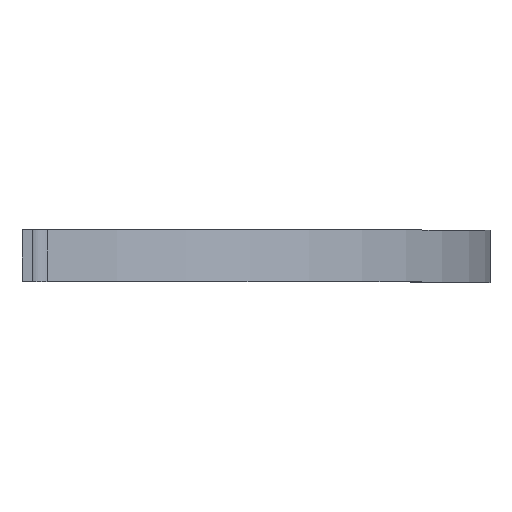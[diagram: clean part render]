
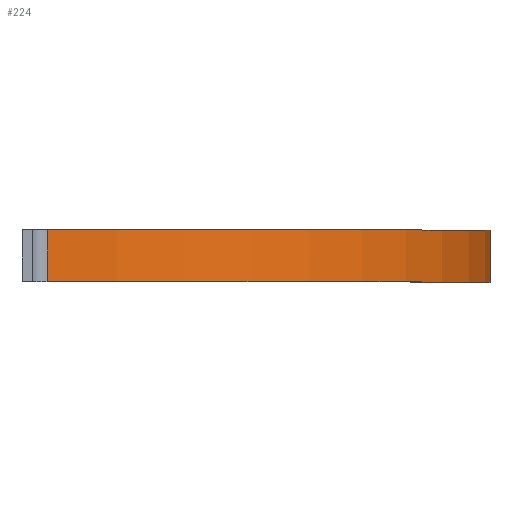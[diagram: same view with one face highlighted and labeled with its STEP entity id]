
A CAD part, top view. The second image highlights one B-rep face of the part: STEP entity #224.
In plain terms, the highlighted cylindrical face has radius 450 mm (diameter 900 mm), a partial arc.
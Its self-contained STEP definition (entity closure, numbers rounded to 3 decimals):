
#1 = DIRECTION ( 'NONE',  ( 0., 0., -1. ) ) ;
#36 = ORIENTED_EDGE ( 'NONE', *, *, #174, .T. ) ;
#48 = VERTEX_POINT ( 'NONE', #179 ) ;
#51 = VERTEX_POINT ( 'NONE', #312 ) ;
#91 = CYLINDRICAL_SURFACE ( 'NONE', #463, 450. ) ;
#102 = EDGE_CURVE ( 'NONE', #48, #324, #588, .T. ) ;
#139 = CARTESIAN_POINT ( 'NONE',  ( 24.194, 0., 449.349 ) ) ;
#147 = VECTOR ( 'NONE', #217, 1000. ) ;
#159 = VECTOR ( 'NONE', #486, 1000. ) ;
#160 = LINE ( 'NONE', #580, #159 ) ;
#174 = EDGE_CURVE ( 'NONE', #324, #51, #388, .T. ) ;
#179 = CARTESIAN_POINT ( 'NONE',  ( 24.194, 50., 449.349 ) ) ;
#190 = ORIENTED_EDGE ( 'NONE', *, *, #102, .T. ) ;
#197 = CARTESIAN_POINT ( 'NONE',  ( 450., 50., 0. ) ) ;
#217 = DIRECTION ( 'NONE',  ( 0., -1., 0. ) ) ;
#224 = ADVANCED_FACE ( 'NONE', ( #370 ), #91, .T. ) ;
#226 = CARTESIAN_POINT ( 'NONE',  ( 0., 0., 0. ) ) ;
#230 = CARTESIAN_POINT ( 'NONE',  ( 0., 50., 0. ) ) ;
#234 = EDGE_LOOP ( 'NONE', ( #36, #426, #413, #190 ) ) ;
#273 = DIRECTION ( 'NONE',  ( 0., -1., 0. ) ) ;
#280 = CARTESIAN_POINT ( 'NONE',  ( 0., 50., 0. ) ) ;
#312 = CARTESIAN_POINT ( 'NONE',  ( 450., 0., 0. ) ) ;
#324 = VERTEX_POINT ( 'NONE', #139 ) ;
#353 = EDGE_CURVE ( 'NONE', #48, #405, #533, .T. ) ;
#359 = AXIS2_PLACEMENT_3D ( 'NONE', #230, #410, #605 ) ;
#370 = FACE_OUTER_BOUND ( 'NONE', #234, .T. ) ;
#388 = CIRCLE ( 'NONE', #568, 450. ) ;
#405 = VERTEX_POINT ( 'NONE', #197 ) ;
#408 = DIRECTION ( 'NONE',  ( 1., 0., 0. ) ) ;
#410 = DIRECTION ( 'NONE',  ( 0., 1., 0. ) ) ;
#413 = ORIENTED_EDGE ( 'NONE', *, *, #353, .F. ) ;
#426 = ORIENTED_EDGE ( 'NONE', *, *, #600, .F. ) ;
#441 = CARTESIAN_POINT ( 'NONE',  ( 24.194, 50., 449.349 ) ) ;
#463 = AXIS2_PLACEMENT_3D ( 'NONE', #280, #273, #1 ) ;
#467 = DIRECTION ( 'NONE',  ( 0., 1., 0. ) ) ;
#486 = DIRECTION ( 'NONE',  ( 0., -1., 0. ) ) ;
#533 = CIRCLE ( 'NONE', #359, 450. ) ;
#568 = AXIS2_PLACEMENT_3D ( 'NONE', #226, #467, #408 ) ;
#580 = CARTESIAN_POINT ( 'NONE',  ( 450., 50., 0. ) ) ;
#588 = LINE ( 'NONE', #441, #147 ) ;
#600 = EDGE_CURVE ( 'NONE', #405, #51, #160, .T. ) ;
#605 = DIRECTION ( 'NONE',  ( 1., 0., 0. ) ) ;
